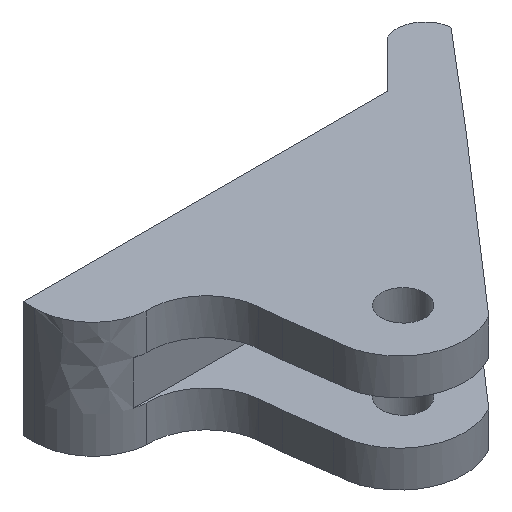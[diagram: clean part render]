
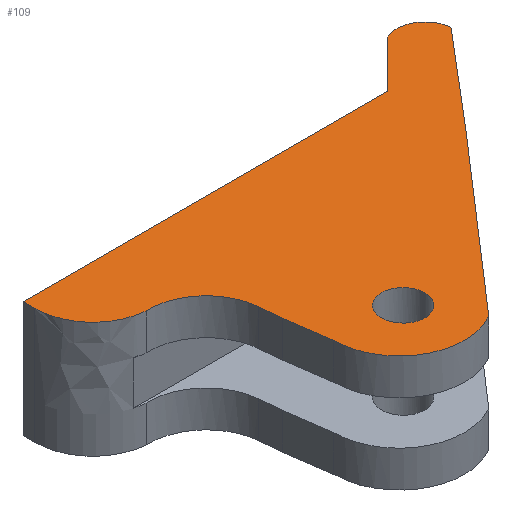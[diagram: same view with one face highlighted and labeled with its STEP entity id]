
A CAD part, isometric view. The second image highlights one B-rep face of the part: STEP entity #109.
In plain terms, the highlighted free-form (B-spline) face has degree [1, 1] with [2, 2] control points.
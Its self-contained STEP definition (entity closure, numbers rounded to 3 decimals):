
#109 = ADVANCED_FACE( '', ( #157, #158 ), #159, .F. );
#157 = FACE_OUTER_BOUND( '', #253, .T. );
#158 = FACE_BOUND( '', #254, .T. );
#159 = B_SPLINE_SURFACE_WITH_KNOTS( '', 1, 1, ( ( #255, #256 ), ( #257, #258 ) ), .UNSPECIFIED., .F., .F., .F., ( 2, 2 ), ( 2, 2 ), ( 0., 1. ), ( 0., 1. ), .UNSPECIFIED. );
#253 = EDGE_LOOP( '', ( #406, #407, #408, #409, #410, #411, #412, #413, #414, #415, #416 ) );
#254 = EDGE_LOOP( '', ( #417, #418 ) );
#255 = CARTESIAN_POINT( '', ( 25.041, -14.108, 3.2 ) );
#256 = CARTESIAN_POINT( '', ( 25.041, 2.846, 3.2 ) );
#257 = CARTESIAN_POINT( '', ( 0., -14.108, 3.2 ) );
#258 = CARTESIAN_POINT( '', ( 0., 2.846, 3.2 ) );
#406 = ORIENTED_EDGE( '', *, *, #495, .F. );
#407 = ORIENTED_EDGE( '', *, *, #497, .F. );
#408 = ORIENTED_EDGE( '', *, *, #498, .F. );
#409 = ORIENTED_EDGE( '', *, *, #486, .F. );
#410 = ORIENTED_EDGE( '', *, *, #471, .F. );
#411 = ORIENTED_EDGE( '', *, *, #465, .F. );
#412 = ORIENTED_EDGE( '', *, *, #469, .F. );
#413 = ORIENTED_EDGE( '', *, *, #499, .T. );
#414 = ORIENTED_EDGE( '', *, *, #480, .F. );
#415 = ORIENTED_EDGE( '', *, *, #448, .F. );
#416 = ORIENTED_EDGE( '', *, *, #489, .F. );
#417 = ORIENTED_EDGE( '', *, *, #445, .F. );
#418 = ORIENTED_EDGE( '', *, *, #446, .F. );
#445 = EDGE_CURVE( '', #520, #521, #522, .T. );
#446 = EDGE_CURVE( '', #521, #520, #523, .T. );
#448 = EDGE_CURVE( '', #524, #526, #527, .T. );
#465 = EDGE_CURVE( '', #557, #559, #560, .T. );
#469 = EDGE_CURVE( '', #564, #557, #566, .T. );
#471 = EDGE_CURVE( '', #559, #569, #570, .T. );
#480 = EDGE_CURVE( '', #526, #582, #583, .T. );
#486 = EDGE_CURVE( '', #569, #591, #592, .T. );
#489 = EDGE_CURVE( '', #594, #524, #596, .T. );
#495 = EDGE_CURVE( '', #603, #594, #605, .T. );
#497 = EDGE_CURVE( '', #606, #603, #608, .T. );
#498 = EDGE_CURVE( '', #591, #606, #609, .T. );
#499 = EDGE_CURVE( '', #564, #582, #610, .T. );
#520 = VERTEX_POINT( '', #681 );
#521 = VERTEX_POINT( '', #682 );
#522 = ( BOUNDED_CURVE(  )B_SPLINE_CURVE( 3, ( #685, #686, #687, #688 ), .UNSPECIFIED., .F., .F. )B_SPLINE_CURVE_WITH_KNOTS( ( 4, 4 ), ( -3.142, 0. ), .UNSPECIFIED. )CURVE(  )GEOMETRIC_REPRESENTATION_ITEM(  )RATIONAL_B_SPLINE_CURVE( ( 1., 0.333, 0.333, 1. ) )REPRESENTATION_ITEM( '' ) );
#523 = ( BOUNDED_CURVE(  )B_SPLINE_CURVE( 3, ( #696, #697, #698, #699, #700, #701, #702 ), .UNSPECIFIED., .F., .F. )B_SPLINE_CURVE_WITH_KNOTS( ( 4, 3, 4 ), ( -3.142, -1.571, 0. ), .UNSPECIFIED. )CURVE(  )GEOMETRIC_REPRESENTATION_ITEM(  )RATIONAL_B_SPLINE_CURVE( ( 1., 0.805, 0.805, 1., 0.805, 0.805, 1. ) )REPRESENTATION_ITEM( '' ) );
#524 = VERTEX_POINT( '', #708 );
#526 = VERTEX_POINT( '', #711 );
#527 = ( BOUNDED_CURVE(  )B_SPLINE_CURVE( 3, ( #714, #715, #716, #717 ), .UNSPECIFIED., .F., .F. )B_SPLINE_CURVE_WITH_KNOTS( ( 4, 4 ), ( -1.515, 0. ), .UNSPECIFIED. )CURVE(  )GEOMETRIC_REPRESENTATION_ITEM(  )RATIONAL_B_SPLINE_CURVE( ( 1., 0.818, 0.818, 1. ) )REPRESENTATION_ITEM( '' ) );
#557 = VERTEX_POINT( '', #809 );
#559 = VERTEX_POINT( '', #812 );
#560 = B_SPLINE_CURVE_WITH_KNOTS( '', 1, ( #813, #814 ), .UNSPECIFIED., .F., .F., ( 2, 2 ), ( -1., 0. ), .UNSPECIFIED. );
#564 = VERTEX_POINT( '', #820 );
#566 = B_SPLINE_CURVE_WITH_KNOTS( '', 1, ( #823, #824 ), .UNSPECIFIED., .F., .F., ( 2, 2 ), ( -1., 0. ), .UNSPECIFIED. );
#569 = VERTEX_POINT( '', #827 );
#570 = ( BOUNDED_CURVE(  )B_SPLINE_CURVE( 3, ( #830, #831, #832, #833 ), .UNSPECIFIED., .F., .F. )B_SPLINE_CURVE_WITH_KNOTS( ( 4, 4 ), ( 0., 1.892 ), .UNSPECIFIED. )CURVE(  )GEOMETRIC_REPRESENTATION_ITEM(  )RATIONAL_B_SPLINE_CURVE( ( 1., 0.723, 0.723, 1. ) )REPRESENTATION_ITEM( '' ) );
#582 = VERTEX_POINT( '', #867 );
#583 = ( BOUNDED_CURVE(  )B_SPLINE_CURVE( 3, ( #870, #871, #872, #873 ), .UNSPECIFIED., .F., .F. )B_SPLINE_CURVE_WITH_KNOTS( ( 4, 4 ), ( 0., 1.492 ), .UNSPECIFIED. )CURVE(  )GEOMETRIC_REPRESENTATION_ITEM(  )RATIONAL_B_SPLINE_CURVE( ( 1., 0.823, 0.823, 1. ) )REPRESENTATION_ITEM( '' ) );
#591 = VERTEX_POINT( '', #901 );
#592 = B_SPLINE_CURVE_WITH_KNOTS( '', 1, ( #902, #903 ), .UNSPECIFIED., .F., .F., ( 2, 2 ), ( -1., 0. ), .UNSPECIFIED. );
#594 = VERTEX_POINT( '', #906 );
#596 = B_SPLINE_CURVE_WITH_KNOTS( '', 1, ( #909, #910 ), .UNSPECIFIED., .F., .F., ( 2, 2 ), ( -1., 0. ), .UNSPECIFIED. );
#603 = VERTEX_POINT( '', #942 );
#605 = B_SPLINE_CURVE_WITH_KNOTS( '', 1, ( #945, #946 ), .UNSPECIFIED., .F., .F., ( 2, 2 ), ( -1., 0. ), .UNSPECIFIED. );
#606 = VERTEX_POINT( '', #947 );
#608 = ( BOUNDED_CURVE(  )B_SPLINE_CURVE( 3, ( #952, #953, #954, #955 ), .UNSPECIFIED., .F., .F. )B_SPLINE_CURVE_WITH_KNOTS( ( 4, 4 ), ( 0., 2.108 ), .UNSPECIFIED. )CURVE(  )GEOMETRIC_REPRESENTATION_ITEM(  )RATIONAL_B_SPLINE_CURVE( ( 1., 0.663, 0.663, 1. ) )REPRESENTATION_ITEM( '' ) );
#609 = B_SPLINE_CURVE_WITH_KNOTS( '', 1, ( #961, #962 ), .UNSPECIFIED., .F., .F., ( 2, 2 ), ( -1., 0. ), .UNSPECIFIED. );
#610 = B_SPLINE_CURVE_WITH_KNOTS( '', 1, ( #963, #964 ), .UNSPECIFIED., .F., .F., ( 2, 2 ), ( -1., 0. ), .UNSPECIFIED. );
#681 = CARTESIAN_POINT( '', ( 10.299, -9.443, 3.2 ) );
#682 = CARTESIAN_POINT( '', ( 10.299, -11.843, 3.2 ) );
#685 = CARTESIAN_POINT( '', ( 10.299, -9.443, 3.2 ) );
#686 = CARTESIAN_POINT( '', ( 7.899, -9.443, 3.2 ) );
#687 = CARTESIAN_POINT( '', ( 7.899, -11.843, 3.2 ) );
#688 = CARTESIAN_POINT( '', ( 10.299, -11.843, 3.2 ) );
#696 = CARTESIAN_POINT( '', ( 10.299, -11.843, 3.2 ) );
#697 = CARTESIAN_POINT( '', ( 11.002, -11.843, 3.2 ) );
#698 = CARTESIAN_POINT( '', ( 11.499, -11.346, 3.2 ) );
#699 = CARTESIAN_POINT( '', ( 11.499, -10.643, 3.2 ) );
#700 = CARTESIAN_POINT( '', ( 11.499, -9.94, 3.2 ) );
#701 = CARTESIAN_POINT( '', ( 11.002, -9.443, 3.2 ) );
#702 = CARTESIAN_POINT( '', ( 10.299, -9.443, 3.2 ) );
#708 = CARTESIAN_POINT( '', ( 6.25, -6.731, 3.2 ) );
#711 = CARTESIAN_POINT( '', ( 2.948, -3.824, 3.2 ) );
#714 = CARTESIAN_POINT( '', ( 6.25, -6.731, 3.2 ) );
#715 = CARTESIAN_POINT( '', ( 6.086, -4.945, 3.2 ) );
#716 = CARTESIAN_POINT( '', ( 4.74, -3.76, 3.2 ) );
#717 = CARTESIAN_POINT( '', ( 2.948, -3.824, 3.2 ) );
#809 = CARTESIAN_POINT( '', ( 20.1, 0., 3.2 ) );
#812 = CARTESIAN_POINT( '', ( 22.659, 2.607, 3.2 ) );
#813 = CARTESIAN_POINT( '', ( 20.1, 0., 3.2 ) );
#814 = CARTESIAN_POINT( '', ( 22.659, 2.607, 3.2 ) );
#820 = CARTESIAN_POINT( '', ( 0., 0., 3.2 ) );
#823 = CARTESIAN_POINT( '', ( 0., 0., 3.2 ) );
#824 = CARTESIAN_POINT( '', ( 20.1, 0., 3.2 ) );
#827 = CARTESIAN_POINT( '', ( 24.892, 1.315, 3.2 ) );
#830 = CARTESIAN_POINT( '', ( 22.659, 2.607, 3.2 ) );
#831 = CARTESIAN_POINT( '', ( 23.744, 3.093, 3.2 ) );
#832 = CARTESIAN_POINT( '', ( 24.773, 2.498, 3.2 ) );
#833 = CARTESIAN_POINT( '', ( 24.892, 1.315, 3.2 ) );
#867 = CARTESIAN_POINT( '', ( 0., -0.634, 3.2 ) );
#870 = CARTESIAN_POINT( '', ( 2.948, -3.824, 3.2 ) );
#871 = CARTESIAN_POINT( '', ( 1.194, -3.686, 3.2 ) );
#872 = CARTESIAN_POINT( '', ( 0., -2.394, 3.2 ) );
#873 = CARTESIAN_POINT( '', ( 0., -0.634, 3.2 ) );
#901 = CARTESIAN_POINT( '', ( 20.548, -3.824, 3.2 ) );
#902 = CARTESIAN_POINT( '', ( 24.892, 1.315, 3.2 ) );
#903 = CARTESIAN_POINT( '', ( 20.548, -3.824, 3.2 ) );
#906 = CARTESIAN_POINT( '', ( 6.359, -7.927, 3.2 ) );
#909 = CARTESIAN_POINT( '', ( 6.359, -7.927, 3.2 ) );
#910 = CARTESIAN_POINT( '', ( 6.25, -6.731, 3.2 ) );
#942 = CARTESIAN_POINT( '', ( 6.713, -10.409, 3.2 ) );
#945 = CARTESIAN_POINT( '', ( 6.713, -10.409, 3.2 ) );
#946 = CARTESIAN_POINT( '', ( 6.359, -7.927, 3.2 ) );
#947 = CARTESIAN_POINT( '', ( 12.156, -13.5, 3.2 ) );
#952 = CARTESIAN_POINT( '', ( 12.156, -13.5, 3.2 ) );
#953 = CARTESIAN_POINT( '', ( 9.452, -15.112, 3.2 ) );
#954 = CARTESIAN_POINT( '', ( 6.715, -13.557, 3.2 ) );
#955 = CARTESIAN_POINT( '', ( 6.713, -10.409, 3.2 ) );
#961 = CARTESIAN_POINT( '', ( 20.548, -3.824, 3.2 ) );
#962 = CARTESIAN_POINT( '', ( 12.156, -13.5, 3.2 ) );
#963 = CARTESIAN_POINT( '', ( 0., 0., 3.2 ) );
#964 = CARTESIAN_POINT( '', ( 0., -0.634, 3.2 ) );
